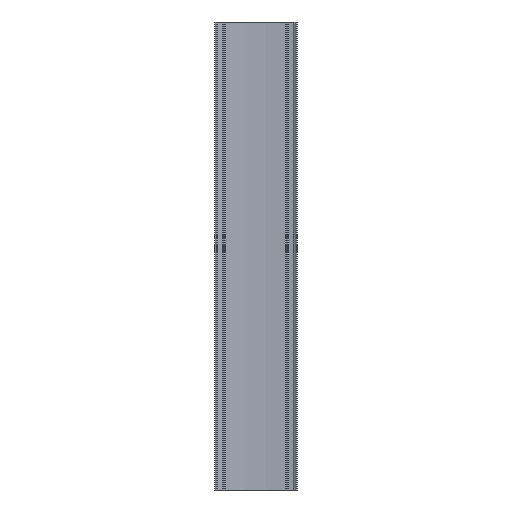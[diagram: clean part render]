
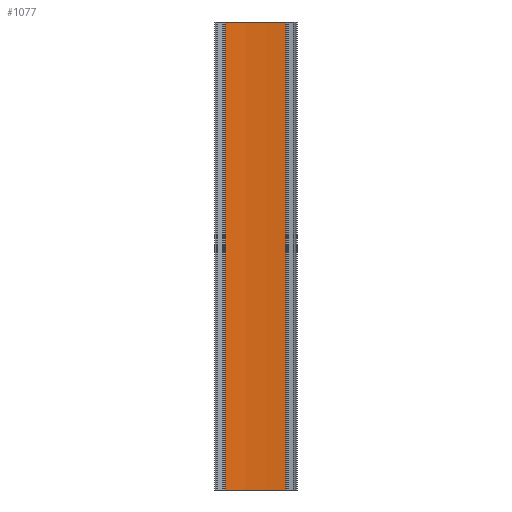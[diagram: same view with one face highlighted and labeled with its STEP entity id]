
A CAD part, front view. The second image highlights one B-rep face of the part: STEP entity #1077.
In plain terms, the highlighted cylindrical face has radius 298.8 mm (diameter 597.6 mm), a partial arc.
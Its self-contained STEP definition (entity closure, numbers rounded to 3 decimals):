
#101=LINE('',#1741,#203);
#102=LINE('',#1747,#204);
#203=VECTOR('',#1405,1000.);
#204=VECTOR('',#1412,1000.);
#362=ORIENTED_EDGE('',*,*,#660,.T.);
#363=ORIENTED_EDGE('',*,*,#659,.F.);
#364=ORIENTED_EDGE('',*,*,#661,.F.);
#365=ORIENTED_EDGE('',*,*,#662,.T.);
#659=EDGE_CURVE('',#795,#794,#101,.T.);
#660=EDGE_CURVE('',#796,#794,#878,.T.);
#661=EDGE_CURVE('',#797,#795,#879,.T.);
#662=EDGE_CURVE('',#797,#796,#102,.T.);
#794=VERTEX_POINT('',#1738);
#795=VERTEX_POINT('',#1740);
#796=VERTEX_POINT('',#1744);
#797=VERTEX_POINT('',#1746);
#878=CIRCLE('',#1179,298.8);
#879=CIRCLE('',#1180,298.8);
#935=EDGE_LOOP('',(#362,#363,#364,#365));
#991=FACE_BOUND('',#935,.T.);
#1035=CYLINDRICAL_SURFACE('',#1178,298.8);
#1077=ADVANCED_FACE('',(#991),#1035,.F.);
#1178=AXIS2_PLACEMENT_3D('',#1742,#1406,#1407);
#1179=AXIS2_PLACEMENT_3D('',#1743,#1408,#1409);
#1180=AXIS2_PLACEMENT_3D('',#1745,#1410,#1411);
#1405=DIRECTION('',(0.,0.,1.));
#1406=DIRECTION('',(0.,0.,1.));
#1407=DIRECTION('',(1.,0.,0.));
#1408=DIRECTION('',(0.,0.,1.));
#1409=DIRECTION('',(1.,0.,0.));
#1410=DIRECTION('',(0.,0.,1.));
#1411=DIRECTION('',(1.,0.,0.));
#1412=DIRECTION('',(0.,0.,1.));
#1738=CARTESIAN_POINT('',(-32.554,15.321,0.));
#1740=CARTESIAN_POINT('',(-32.554,15.321,-500.));
#1741=CARTESIAN_POINT('',(-32.554,15.321,-500.));
#1742=CARTESIAN_POINT('',(0.,-281.7,-500.));
#1743=CARTESIAN_POINT('',(0.,-281.7,0.));
#1744=CARTESIAN_POINT('',(32.554,15.321,0.));
#1745=CARTESIAN_POINT('',(0.,-281.7,-500.));
#1746=CARTESIAN_POINT('',(32.554,15.321,-500.));
#1747=CARTESIAN_POINT('',(32.554,15.321,-500.));
